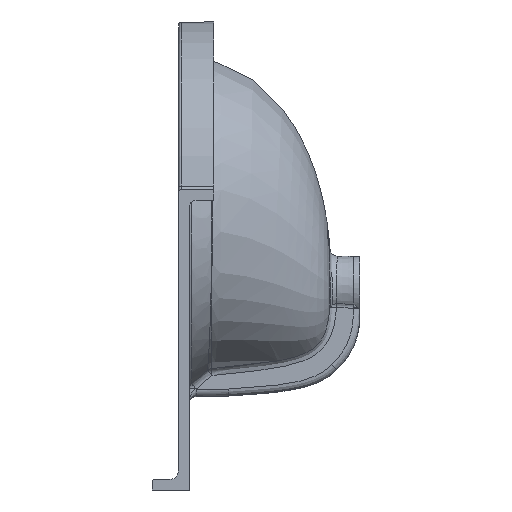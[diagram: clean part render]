
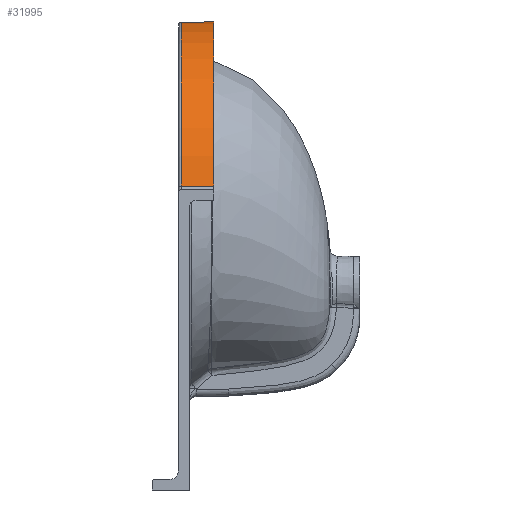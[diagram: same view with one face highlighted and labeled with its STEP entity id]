
A CAD part, left-side view. The second image highlights one B-rep face of the part: STEP entity #31995.
In plain terms, the highlighted cylindrical face has radius 220 mm (diameter 440 mm), a partial arc.
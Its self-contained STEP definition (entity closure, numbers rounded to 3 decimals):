
#121 = CARTESIAN_POINT ( 'NONE',  ( 0., -3., 220. ) ) ;
#513 = CARTESIAN_POINT ( 'NONE',  ( 0., 0., 220. ) ) ;
#820 = EDGE_CURVE ( 'NONE', #29113, #16337, #24166, .T. ) ;
#1068 = ORIENTED_EDGE ( 'NONE', *, *, #7065, .T. ) ;
#1497 = DIRECTION ( 'NONE',  ( 0., 0., -1. ) ) ;
#2174 = CARTESIAN_POINT ( 'NONE',  ( 0., -40., 220. ) ) ;
#2220 = DIRECTION ( 'NONE',  ( 0., -1., 0. ) ) ;
#5740 = CARTESIAN_POINT ( 'NONE',  ( -217.322, -40., 34.222 ) ) ;
#6842 = EDGE_CURVE ( 'NONE', #14308, #17626, #34188, .T. ) ;
#7065 = EDGE_CURVE ( 'NONE', #17626, #29113, #15473, .T. ) ;
#11930 = AXIS2_PLACEMENT_3D ( 'NONE', #18267, #2220, #21238 ) ;
#13496 = DIRECTION ( 'NONE',  ( 0., 0., 1. ) ) ;
#13786 = ORIENTED_EDGE ( 'NONE', *, *, #34069, .T. ) ;
#13942 = LINE ( 'NONE', #513, #14827 ) ;
#14308 = VERTEX_POINT ( 'NONE', #121 ) ;
#14459 = EDGE_LOOP ( 'NONE', ( #23580, #13786, #27570, #1068 ) ) ;
#14827 = VECTOR ( 'NONE', #24579, 1000. ) ;
#15473 = LINE ( 'NONE', #26803, #21957 ) ;
#15793 = AXIS2_PLACEMENT_3D ( 'NONE', #19985, #22938, #1497 ) ;
#16337 = VERTEX_POINT ( 'NONE', #2174 ) ;
#17626 = VERTEX_POINT ( 'NONE', #31416 ) ;
#18177 = AXIS2_PLACEMENT_3D ( 'NONE', #19404, #27084, #13496 ) ;
#18267 = CARTESIAN_POINT ( 'NONE',  ( 0., -3., 0. ) ) ;
#19404 = CARTESIAN_POINT ( 'NONE',  ( 0., 0., 0. ) ) ;
#19985 = CARTESIAN_POINT ( 'NONE',  ( 0., -40., 0. ) ) ;
#21238 = DIRECTION ( 'NONE',  ( 0., 0., 1. ) ) ;
#21957 = VECTOR ( 'NONE', #23674, 1000. ) ;
#22938 = DIRECTION ( 'NONE',  ( 0., 1., 0. ) ) ;
#23580 = ORIENTED_EDGE ( 'NONE', *, *, #820, .T. ) ;
#23674 = DIRECTION ( 'NONE',  ( 0., -1., 0. ) ) ;
#24166 = CIRCLE ( 'NONE', #15793, 220. ) ;
#24579 = DIRECTION ( 'NONE',  ( 0., 1., 0. ) ) ;
#26803 = CARTESIAN_POINT ( 'NONE',  ( -217.322, 0., 34.222 ) ) ;
#27084 = DIRECTION ( 'NONE',  ( 0., 1., 0. ) ) ;
#27570 = ORIENTED_EDGE ( 'NONE', *, *, #6842, .T. ) ;
#29113 = VERTEX_POINT ( 'NONE', #5740 ) ;
#31416 = CARTESIAN_POINT ( 'NONE',  ( -217.322, -3., 34.222 ) ) ;
#31995 = ADVANCED_FACE ( 'NONE', ( #32659 ), #32827, .T. ) ;
#32659 = FACE_OUTER_BOUND ( 'NONE', #14459, .T. ) ;
#32827 = CYLINDRICAL_SURFACE ( 'NONE', #18177, 220. ) ;
#34069 = EDGE_CURVE ( 'NONE', #16337, #14308, #13942, .T. ) ;
#34188 = CIRCLE ( 'NONE', #11930, 220. ) ;
